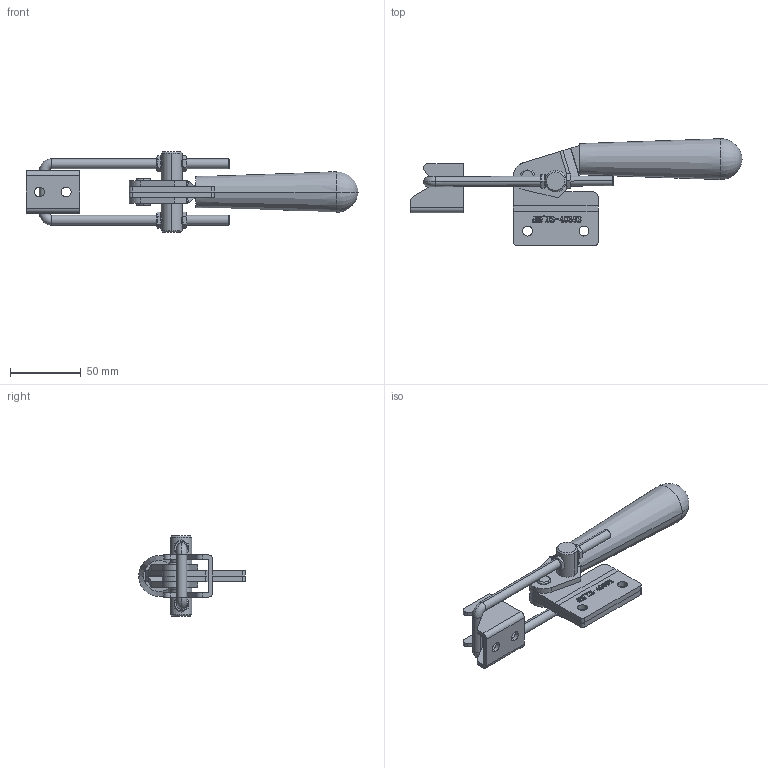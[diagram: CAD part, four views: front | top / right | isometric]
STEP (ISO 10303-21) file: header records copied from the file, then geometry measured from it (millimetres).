
FILE_DESCRIPTION (( 'STEP AP203' ), '1' );
FILE_NAME ('HS-40392 装配体.STEP', '2018-12-07T07:01:37', ( 'PCOS' ), ( '微软中国' ), 'SwSTEP 2.0', 'SolidWorks 2012', '' );
FILE_SCHEMA (( 'CONFIG_CONTROL_DESIGN' ));
Length unit declared in the file: millimetre
Products named in the file (10): 种粣; 种1; 忒梟酘; 忒梟衵; 忒參; 縐諶; 菁釱; HS-40392 蚾饜极; hex thin nuts-grades ab-chamfered gb_GB_FASTENER_NUT_STNAB M6-N; 挴裝
Assembly tree (12 placements, depth 2):
  HS-40392 蚾饜极
    菁釱
    縐諶
    忒參
    忒梟衵
    忒梟酘
    种1
    种粣
    挴裝
    hex thin nuts-grades ab-chamfered gb_GB_FASTENER_NUT_STNAB M6-N  x4
Bounding box: 235.29 x 75.48 x 57 mm (x, y, z)
Volume: 116616.3 mm3; surface area: 46371.2 mm2
Topology: 13 solids, 13 shells, 619 faces, 1593 edges, 1029 vertices
Faces by surface type: plane 303, bspline 150, cylinder 114, cone 42, torus 10
Entity records: 24835 total; most frequent: CARTESIAN_POINT 10646, ORIENTED_EDGE 2942, DIRECTION 2247, EDGE_CURVE 1471, VERTEX_POINT 957, VECTOR 899, LINE 899, AXIS2_PLACEMENT_3D 674
